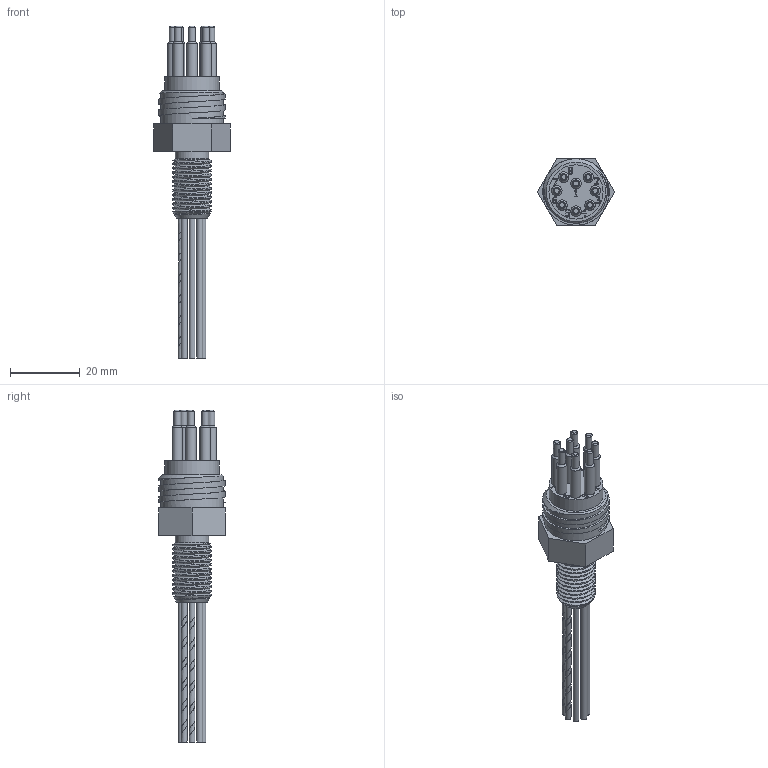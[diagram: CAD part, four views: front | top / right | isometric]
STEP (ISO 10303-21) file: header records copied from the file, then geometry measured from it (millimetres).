
FILE_DESCRIPTION(/* description */ (''),/* implementation_level */ '2;1');
FILE_NAME(/* name */ 'MCBH8M.stp',/* time_stamp */ '2014-11-25T11:41:36+01:00',/* author */ ('sh'),/* organization */ (''),/* preprocessor_version */ 'ST-DEVELOPER v15.2',/* originating_system */ 'Autodesk Inventor 2014',/* authorisation */ '');
FILE_SCHEMA (('AUTOMOTIVE_DESIGN { 1 0 10303 214 3 1 1 }'));
Length unit declared in the file: millimetre
Products named in the file (1): MCBH8M
Bounding box: 21.94 x 19 x 95 mm (x, y, z)
Volume: 8642.7 mm3; surface area: 5800.3 mm2
Topology: 1 solids, 1 shells, 247 faces, 604 edges, 392 vertices
Faces by surface type: plane 100, bspline 90, cylinder 35, cone 20, torus 2
Full cylindrical faces by diameter (mm): 1.7 x6, 2 x8, 3 x8, 9.5 x1, 12.5 x1, 15.5 x1, 16 x1, 17.9 x2
Entity records: 11336 total; most frequent: CARTESIAN_POINT 6099, ORIENTED_EDGE 1088, DIRECTION 741, EDGE_CURVE 544, VERTEX_POINT 383, EDGE_LOOP 325, LINE 277, VECTOR 277
